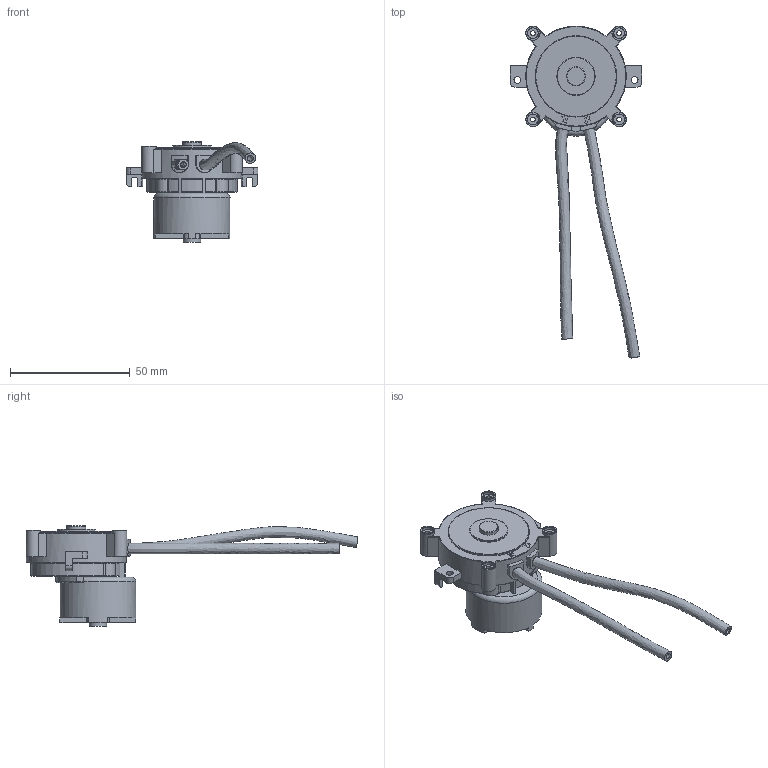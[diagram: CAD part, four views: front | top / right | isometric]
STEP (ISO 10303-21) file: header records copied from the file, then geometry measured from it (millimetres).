
FILE_DESCRIPTION(/* description */ (''),/* implementation_level */ '2;1');
FILE_NAME(/* name */ 'Peristaltic Pump v1.step',/* time_stamp */ '2018-01-29T21:24:20+01:00',/* author */ ('trm79'),/* organization */ (''),/* preprocessor_version */ 'ST-DEVELOPER v16.13',/* originating_system */ 'Autodesk Translation Framework v6.5.0.72',/* authorisation */ '');
FILE_SCHEMA (('AUTOMOTIVE_DESIGN { 1 0 10303 214 3 1 1 }'));
Length unit declared in the file: millimetre
Products named in the file (1): Peristaltic Pump
Bounding box: 55 x 138.73 x 42 mm (x, y, z)
Volume: 42100.8 mm3; surface area: 15946.6 mm2
Topology: 3 solids, 3 shells, 409 faces, 1086 edges, 714 vertices
Faces by surface type: plane 198, cylinder 83, bspline 78, torus 50
Full cylindrical faces by diameter (mm): 2 x4, 2.5 x2, 2.845 x2, 4.4 x4, 4.5 x2, 6 x4, 7.35 x1, 8 x1, 16 x1, 31.8 x1, 34 x1, 42 x1
Entity records: 17674 total; most frequent: CARTESIAN_POINT 7715, ORIENTED_EDGE 2164, DIRECTION 1864, EDGE_CURVE 1082, VERTEX_POINT 714, AXIS2_PLACEMENT_3D 642, LINE 580, VECTOR 580
